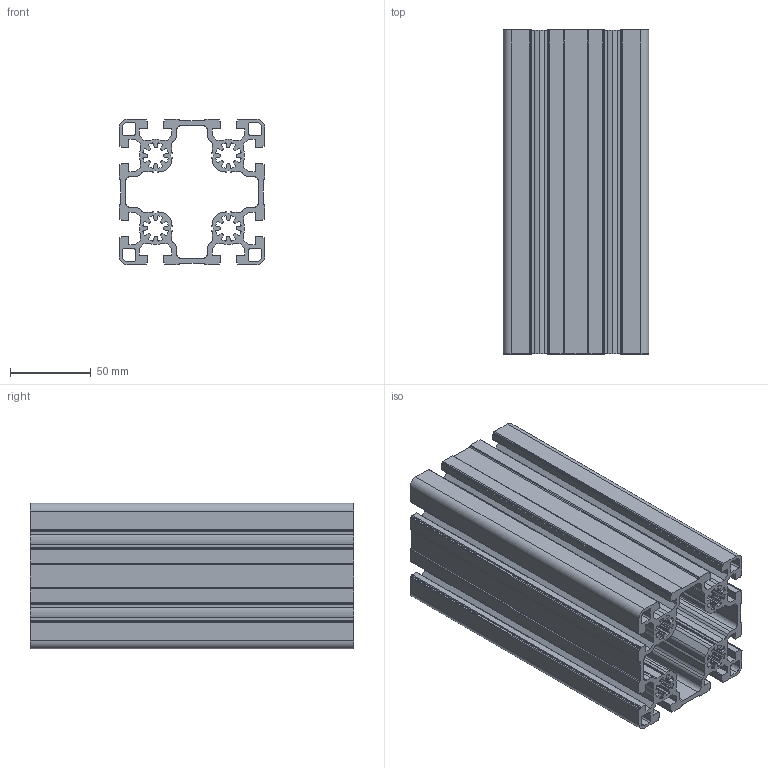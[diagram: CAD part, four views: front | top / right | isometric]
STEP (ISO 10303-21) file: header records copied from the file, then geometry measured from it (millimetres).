
FILE_DESCRIPTION (( 'STEP AP203' ), '1' );
FILE_NAME ('411992415_c_1.STEP', '2022-10-23T13:37:23', ( '' ), ( '' ), 'SwSTEP 2.0', 'SolidWorks 2014', '' );
FILE_SCHEMA (( 'CONFIG_CONTROL_DESIGN' ));
Length unit declared in the file: millimetre
Products named in the file (1): 411992415_c_1
Bounding box: 90 x 200 x 90 mm (x, y, z)
Volume: 469258.2 mm3; surface area: 291736.3 mm2
Topology: 1 solids, 1 shells, 686 faces, 2052 edges, 1368 vertices
Faces by surface type: cylinder 400, plane 286
Entity records: 23509 total; most frequent: DIRECTION 4226, CARTESIAN_POINT 4107, ORIENTED_EDGE 4104, EDGE_CURVE 2052, AXIS2_PLACEMENT_3D 1487, VERTEX_POINT 1368, VECTOR 1252, LINE 1252
